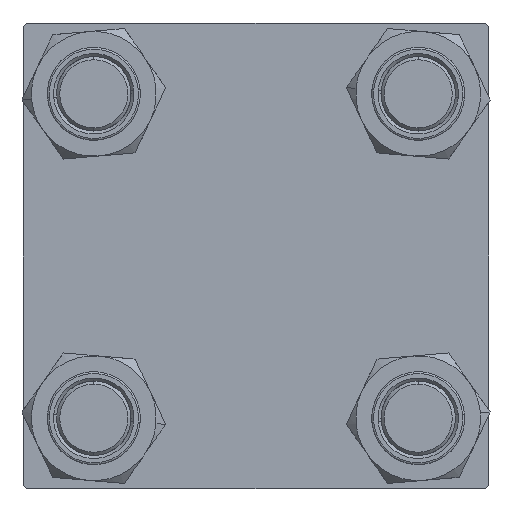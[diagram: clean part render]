
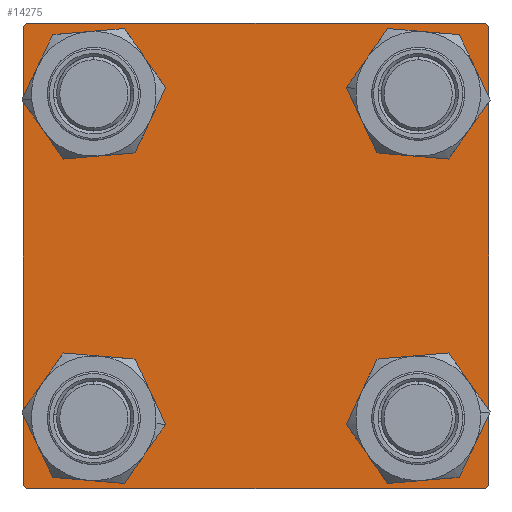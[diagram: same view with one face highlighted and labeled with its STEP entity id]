
A CAD part, left-side view. The second image highlights one B-rep face of the part: STEP entity #14275.
In plain terms, the highlighted planar face has unit normal (-1, 0, 0).
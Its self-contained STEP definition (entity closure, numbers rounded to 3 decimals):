
#82 = EDGE_CURVE ( 'NONE', #28244, #6474, #27159, .T. ) ;
#292 = CIRCLE ( 'NONE', #30547, 6.5 ) ;
#728 = DIRECTION ( 'NONE',  ( 0., 0., -1. ) ) ;
#1300 = EDGE_CURVE ( 'NONE', #6474, #47758, #35785, .T. ) ;
#1934 = ORIENTED_EDGE ( 'NONE', *, *, #16354, .T. ) ;
#2551 = DIRECTION ( 'NONE',  ( 0., 0.707, -0.707 ) ) ;
#2567 = DIRECTION ( 'NONE',  ( 0., -1., 0. ) ) ;
#2734 = EDGE_CURVE ( 'NONE', #5184, #38825, #29265, .T. ) ;
#3033 = CARTESIAN_POINT ( 'NONE',  ( 0., -26.15, 19.65 ) ) ;
#3701 = ORIENTED_EDGE ( 'NONE', *, *, #46509, .T. ) ;
#3722 = CARTESIAN_POINT ( 'NONE',  ( 0., 37.5, -37. ) ) ;
#4124 = CARTESIAN_POINT ( 'NONE',  ( 0., -26.15, 26.15 ) ) ;
#4282 = DIRECTION ( 'NONE',  ( 0., 0.707, 0.707 ) ) ;
#4322 = CARTESIAN_POINT ( 'NONE',  ( 0., 26.15, 19.65 ) ) ;
#4388 = EDGE_CURVE ( 'NONE', #42069, #34084, #21032, .T. ) ;
#4485 = VECTOR ( 'NONE', #8274, 1000. ) ;
#4860 = CARTESIAN_POINT ( 'NONE',  ( 0., 26.15, 26.15 ) ) ;
#4869 = AXIS2_PLACEMENT_3D ( 'NONE', #43798, #9376, #53238 ) ;
#5184 = VERTEX_POINT ( 'NONE', #56041 ) ;
#5615 = CARTESIAN_POINT ( 'NONE',  ( 0., -26.15, -19.65 ) ) ;
#5618 = ORIENTED_EDGE ( 'NONE', *, *, #9097, .T. ) ;
#5936 = CARTESIAN_POINT ( 'NONE',  ( 0., -26.15, 26.15 ) ) ;
#5953 = VERTEX_POINT ( 'NONE', #3722 ) ;
#6299 = ORIENTED_EDGE ( 'NONE', *, *, #4388, .T. ) ;
#6474 = VERTEX_POINT ( 'NONE', #39336 ) ;
#7144 = LINE ( 'NONE', #16886, #35058 ) ;
#8274 = DIRECTION ( 'NONE',  ( 0., -0.707, 0.707 ) ) ;
#8578 = EDGE_LOOP ( 'NONE', ( #9595, #1934 ) ) ;
#9097 = EDGE_CURVE ( 'NONE', #39247, #37956, #34906, .T. ) ;
#9376 = DIRECTION ( 'NONE',  ( 1., 0., 0. ) ) ;
#9464 = CIRCLE ( 'NONE', #4869, 6.5 ) ;
#9595 = ORIENTED_EDGE ( 'NONE', *, *, #47213, .T. ) ;
#10609 = ORIENTED_EDGE ( 'NONE', *, *, #45457, .T. ) ;
#11020 = CARTESIAN_POINT ( 'NONE',  ( 0., -26.15, -32.65 ) ) ;
#11644 = DIRECTION ( 'NONE',  ( 0., 0., 1. ) ) ;
#12206 = DIRECTION ( 'NONE',  ( 1., 0., 0. ) ) ;
#12878 = CARTESIAN_POINT ( 'NONE',  ( 0., 26.15, -26.15 ) ) ;
#12997 = DIRECTION ( 'NONE',  ( 1., 0., 0. ) ) ;
#13829 = AXIS2_PLACEMENT_3D ( 'NONE', #24836, #12206, #11644 ) ;
#13838 = CARTESIAN_POINT ( 'NONE',  ( 0., -37., 37.5 ) ) ;
#14275 = ADVANCED_FACE ( 'NONE', ( #28384, #36972, #54466, #15763, #15201 ), #16055, .T. ) ;
#14897 = VECTOR ( 'NONE', #4282, 1000. ) ;
#15201 = FACE_OUTER_BOUND ( 'NONE', #39810, .T. ) ;
#15356 = DIRECTION ( 'NONE',  ( 0., -0.707, -0.707 ) ) ;
#15763 = FACE_BOUND ( 'NONE', #8578, .T. ) ;
#15968 = DIRECTION ( 'NONE',  ( -1., 0., 0. ) ) ;
#16055 = PLANE ( 'NONE',  #37800 ) ;
#16354 = EDGE_CURVE ( 'NONE', #26004, #18071, #27782, .T. ) ;
#16700 = DIRECTION ( 'NONE',  ( 1., 0., 0. ) ) ;
#16886 = CARTESIAN_POINT ( 'NONE',  ( 0., 37.25, 37.25 ) ) ;
#16907 = CARTESIAN_POINT ( 'NONE',  ( 0., -26.15, 32.65 ) ) ;
#16956 = CARTESIAN_POINT ( 'NONE',  ( 0., 26.15, 32.65 ) ) ;
#17757 = CARTESIAN_POINT ( 'NONE',  ( 0., -37.25, 37.25 ) ) ;
#17874 = DIRECTION ( 'NONE',  ( 0., 0., 1. ) ) ;
#18071 = VERTEX_POINT ( 'NONE', #16956 ) ;
#18274 = EDGE_CURVE ( 'NONE', #26736, #33124, #7144, .T. ) ;
#18285 = DIRECTION ( 'NONE',  ( 1., 0., 0. ) ) ;
#18786 = LINE ( 'NONE', #36815, #37072 ) ;
#19568 = EDGE_CURVE ( 'NONE', #38825, #5184, #56092, .T. ) ;
#20351 = CARTESIAN_POINT ( 'NONE',  ( 0., 37.5, 37.5 ) ) ;
#20843 = EDGE_LOOP ( 'NONE', ( #5618, #3701 ) ) ;
#20991 = AXIS2_PLACEMENT_3D ( 'NONE', #54254, #49417, #27622 ) ;
#21032 = CIRCLE ( 'NONE', #28356, 6.5 ) ;
#21803 = VERTEX_POINT ( 'NONE', #49446 ) ;
#22849 = CARTESIAN_POINT ( 'NONE',  ( 0., 37.5, -37.5 ) ) ;
#23076 = CARTESIAN_POINT ( 'NONE',  ( 0., -37.5, -37. ) ) ;
#23253 = EDGE_LOOP ( 'NONE', ( #30711, #48600 ) ) ;
#23654 = EDGE_LOOP ( 'NONE', ( #44486, #6299 ) ) ;
#24836 = CARTESIAN_POINT ( 'NONE',  ( 0., -26.15, -26.15 ) ) ;
#25500 = VECTOR ( 'NONE', #54348, 1000. ) ;
#26004 = VERTEX_POINT ( 'NONE', #4322 ) ;
#26073 = DIRECTION ( 'NONE',  ( 1., 0., 0. ) ) ;
#26081 = LINE ( 'NONE', #17757, #14897 ) ;
#26736 = VERTEX_POINT ( 'NONE', #50510 ) ;
#27159 = LINE ( 'NONE', #22849, #25500 ) ;
#27188 = DIRECTION ( 'NONE',  ( 0., 0., 1. ) ) ;
#27622 = DIRECTION ( 'NONE',  ( 0., 0., 1. ) ) ;
#27782 = CIRCLE ( 'NONE', #42446, 6.5 ) ;
#28119 = CARTESIAN_POINT ( 'NONE',  ( 0., 26.15, -32.65 ) ) ;
#28244 = VERTEX_POINT ( 'NONE', #48011 ) ;
#28296 = DIRECTION ( 'NONE',  ( 0., 0., 1. ) ) ;
#28356 = AXIS2_PLACEMENT_3D ( 'NONE', #4124, #12997, #17874 ) ;
#28384 = FACE_BOUND ( 'NONE', #23654, .T. ) ;
#28507 = ORIENTED_EDGE ( 'NONE', *, *, #18274, .T. ) ;
#28788 = CIRCLE ( 'NONE', #43447, 6.5 ) ;
#29232 = CARTESIAN_POINT ( 'NONE',  ( 0., 0., 0. ) ) ;
#29265 = CIRCLE ( 'NONE', #20991, 6.5 ) ;
#29936 = EDGE_CURVE ( 'NONE', #26736, #48881, #54180, .T. ) ;
#30547 = AXIS2_PLACEMENT_3D ( 'NONE', #4860, #48457, #44154 ) ;
#30711 = ORIENTED_EDGE ( 'NONE', *, *, #2734, .T. ) ;
#30797 = VECTOR ( 'NONE', #2567, 1000. ) ;
#31248 = VECTOR ( 'NONE', #15356, 1000. ) ;
#31388 = AXIS2_PLACEMENT_3D ( 'NONE', #12878, #26073, #43569 ) ;
#31500 = CARTESIAN_POINT ( 'NONE',  ( 0., -37.25, -37.25 ) ) ;
#33124 = VERTEX_POINT ( 'NONE', #48691 ) ;
#34084 = VERTEX_POINT ( 'NONE', #16907 ) ;
#34906 = CIRCLE ( 'NONE', #13829, 6.5 ) ;
#35058 = VECTOR ( 'NONE', #2551, 1000. ) ;
#35785 = LINE ( 'NONE', #31500, #4485 ) ;
#36682 = ORIENTED_EDGE ( 'NONE', *, *, #82, .T. ) ;
#36815 = CARTESIAN_POINT ( 'NONE',  ( 0., 37.5, 37.5 ) ) ;
#36972 = FACE_BOUND ( 'NONE', #20843, .T. ) ;
#37072 = VECTOR ( 'NONE', #728, 1000. ) ;
#37800 = AXIS2_PLACEMENT_3D ( 'NONE', #29232, #15968, #28296 ) ;
#37833 = ORIENTED_EDGE ( 'NONE', *, *, #39234, .T. ) ;
#37956 = VERTEX_POINT ( 'NONE', #11020 ) ;
#38487 = CARTESIAN_POINT ( 'NONE',  ( 0., 26.15, 26.15 ) ) ;
#38825 = VERTEX_POINT ( 'NONE', #28119 ) ;
#39009 = LINE ( 'NONE', #39282, #40457 ) ;
#39234 = EDGE_CURVE ( 'NONE', #5953, #28244, #45198, .T. ) ;
#39247 = VERTEX_POINT ( 'NONE', #5615 ) ;
#39256 = ORIENTED_EDGE ( 'NONE', *, *, #41637, .F. ) ;
#39282 = CARTESIAN_POINT ( 'NONE',  ( 0., -37.5, 37.5 ) ) ;
#39336 = CARTESIAN_POINT ( 'NONE',  ( 0., -37., -37.5 ) ) ;
#39810 = EDGE_LOOP ( 'NONE', ( #52325, #37833, #36682, #47059, #39256, #10609, #55529, #28507 ) ) ;
#40457 = VECTOR ( 'NONE', #43040, 1000. ) ;
#41637 = EDGE_CURVE ( 'NONE', #21803, #47758, #39009, .T. ) ;
#42069 = VERTEX_POINT ( 'NONE', #3033 ) ;
#42446 = AXIS2_PLACEMENT_3D ( 'NONE', #38487, #16700, #51678 ) ;
#43040 = DIRECTION ( 'NONE',  ( 0., 0., -1. ) ) ;
#43447 = AXIS2_PLACEMENT_3D ( 'NONE', #5936, #18285, #27188 ) ;
#43569 = DIRECTION ( 'NONE',  ( 0., 0., 1. ) ) ;
#43798 = CARTESIAN_POINT ( 'NONE',  ( 0., -26.15, -26.15 ) ) ;
#44154 = DIRECTION ( 'NONE',  ( 0., 0., 1. ) ) ;
#44486 = ORIENTED_EDGE ( 'NONE', *, *, #49737, .T. ) ;
#45198 = LINE ( 'NONE', #54336, #31248 ) ;
#45457 = EDGE_CURVE ( 'NONE', #21803, #48881, #26081, .T. ) ;
#46509 = EDGE_CURVE ( 'NONE', #37956, #39247, #9464, .T. ) ;
#47059 = ORIENTED_EDGE ( 'NONE', *, *, #1300, .T. ) ;
#47213 = EDGE_CURVE ( 'NONE', #18071, #26004, #292, .T. ) ;
#47758 = VERTEX_POINT ( 'NONE', #23076 ) ;
#48011 = CARTESIAN_POINT ( 'NONE',  ( 0., 37., -37.5 ) ) ;
#48457 = DIRECTION ( 'NONE',  ( 1., 0., 0. ) ) ;
#48600 = ORIENTED_EDGE ( 'NONE', *, *, #19568, .T. ) ;
#48691 = CARTESIAN_POINT ( 'NONE',  ( 0., 37.5, 37. ) ) ;
#48881 = VERTEX_POINT ( 'NONE', #13838 ) ;
#49417 = DIRECTION ( 'NONE',  ( 1., 0., 0. ) ) ;
#49446 = CARTESIAN_POINT ( 'NONE',  ( 0., -37.5, 37. ) ) ;
#49737 = EDGE_CURVE ( 'NONE', #34084, #42069, #28788, .T. ) ;
#50510 = CARTESIAN_POINT ( 'NONE',  ( 0., 37., 37.5 ) ) ;
#51678 = DIRECTION ( 'NONE',  ( 0., 0., 1. ) ) ;
#52325 = ORIENTED_EDGE ( 'NONE', *, *, #56009, .T. ) ;
#53238 = DIRECTION ( 'NONE',  ( 0., 0., 1. ) ) ;
#54180 = LINE ( 'NONE', #20351, #30797 ) ;
#54254 = CARTESIAN_POINT ( 'NONE',  ( 0., 26.15, -26.15 ) ) ;
#54336 = CARTESIAN_POINT ( 'NONE',  ( 0., 37.25, -37.25 ) ) ;
#54348 = DIRECTION ( 'NONE',  ( 0., -1., 0. ) ) ;
#54466 = FACE_BOUND ( 'NONE', #23253, .T. ) ;
#55529 = ORIENTED_EDGE ( 'NONE', *, *, #29936, .F. ) ;
#56009 = EDGE_CURVE ( 'NONE', #33124, #5953, #18786, .T. ) ;
#56041 = CARTESIAN_POINT ( 'NONE',  ( 0., 26.15, -19.65 ) ) ;
#56092 = CIRCLE ( 'NONE', #31388, 6.5 ) ;
